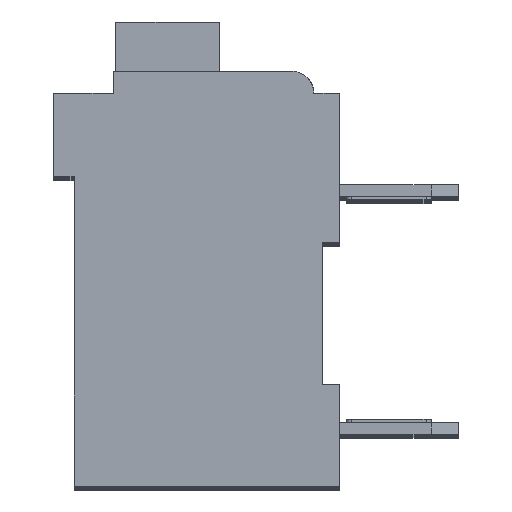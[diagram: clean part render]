
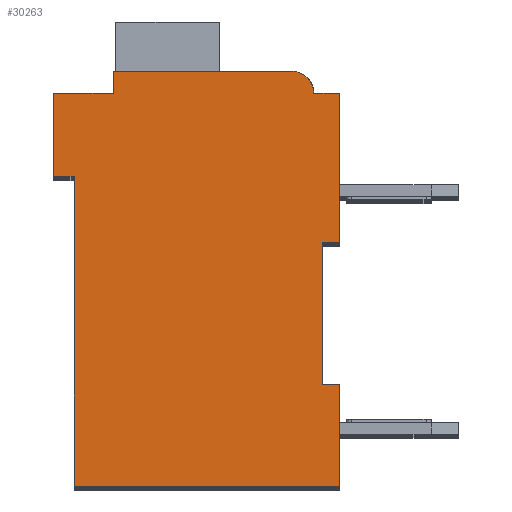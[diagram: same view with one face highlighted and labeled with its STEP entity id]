
A CAD part, top view. The second image highlights one B-rep face of the part: STEP entity #30263.
In plain terms, the highlighted planar face has unit normal (0, 0, 1).
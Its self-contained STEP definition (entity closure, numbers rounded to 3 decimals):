
#9166=DIRECTION('',(1.,0.,0.));
#9167=VECTOR('',#9166,0.5);
#9168=CARTESIAN_POINT('',(7.3,7.15,2.1));
#9169=LINE('',#9168,#9167);
#9170=DIRECTION('',(0.,1.,0.));
#9171=VECTOR('',#9170,4.15);
#9172=CARTESIAN_POINT('',(7.3,3.,2.1));
#9173=LINE('',#9172,#9171);
#9174=DIRECTION('',(-1.,0.,0.));
#9175=VECTOR('',#9174,0.5);
#9176=CARTESIAN_POINT('',(7.8,3.,2.1));
#9177=LINE('',#9176,#9175);
#9178=DIRECTION('',(0.,1.,0.));
#9179=VECTOR('',#9178,3.);
#9180=CARTESIAN_POINT('',(7.8,0.,2.1));
#9181=LINE('',#9180,#9179);
#9182=DIRECTION('',(1.,0.,0.));
#9183=VECTOR('',#9182,7.8);
#9184=CARTESIAN_POINT('',(0.,0.,2.1));
#9185=LINE('',#9184,#9183);
#9186=DIRECTION('',(0.,-1.,0.));
#9187=VECTOR('',#9186,9.1);
#9188=CARTESIAN_POINT('',(0.,9.1,2.1));
#9189=LINE('',#9188,#9187);
#9190=DIRECTION('',(1.,0.,0.));
#9191=VECTOR('',#9190,0.6);
#9192=CARTESIAN_POINT('',(-0.6,9.1,2.1));
#9193=LINE('',#9192,#9191);
#9194=DIRECTION('',(0.,-1.,0.));
#9195=VECTOR('',#9194,2.45);
#9196=CARTESIAN_POINT('',(-0.6,11.55,2.1));
#9197=LINE('',#9196,#9195);
#9198=DIRECTION('',(-1.,0.,0.));
#9199=VECTOR('',#9198,1.75);
#9200=CARTESIAN_POINT('',(1.15,11.55,2.1));
#9201=LINE('',#9200,#9199);
#9202=DIRECTION('',(0.,-1.,0.));
#9203=VECTOR('',#9202,0.65);
#9204=CARTESIAN_POINT('',(1.15,12.2,2.1));
#9205=LINE('',#9204,#9203);
#9206=DIRECTION('',(-1.,0.,0.));
#9207=VECTOR('',#9206,5.25);
#9208=CARTESIAN_POINT('',(6.4,12.2,2.1));
#9209=LINE('',#9208,#9207);
#9210=CARTESIAN_POINT('',(6.4,11.55,2.1));
#9211=DIRECTION('',(0.,0.,1.));
#9212=DIRECTION('',(1.,0.,0.));
#9213=AXIS2_PLACEMENT_3D('',#9210,#9211,#9212);
#9215=DIRECTION('',(-1.,0.,0.));
#9216=VECTOR('',#9215,0.75);
#9217=CARTESIAN_POINT('',(7.8,11.55,2.1));
#9218=LINE('',#9217,#9216);
#9219=DIRECTION('',(0.,1.,0.));
#9220=VECTOR('',#9219,4.4);
#9221=CARTESIAN_POINT('',(7.8,7.15,2.1));
#9222=LINE('',#9221,#9220);
#14927=CARTESIAN_POINT('',(7.3,7.15,2.1));
#14928=CARTESIAN_POINT('',(7.8,7.15,2.1));
#14929=VERTEX_POINT('',#14927);
#14930=VERTEX_POINT('',#14928);
#14931=CARTESIAN_POINT('',(7.8,11.55,2.1));
#14932=VERTEX_POINT('',#14931);
#14933=CARTESIAN_POINT('',(7.05,11.55,2.1));
#14934=VERTEX_POINT('',#14933);
#14935=CARTESIAN_POINT('',(6.4,12.2,2.1));
#14936=VERTEX_POINT('',#14935);
#14937=CARTESIAN_POINT('',(1.15,12.2,2.1));
#14938=VERTEX_POINT('',#14937);
#14939=CARTESIAN_POINT('',(1.15,11.55,2.1));
#14940=VERTEX_POINT('',#14939);
#14941=CARTESIAN_POINT('',(-0.6,11.55,2.1));
#14942=VERTEX_POINT('',#14941);
#14943=CARTESIAN_POINT('',(-0.6,9.1,2.1));
#14944=VERTEX_POINT('',#14943);
#14945=CARTESIAN_POINT('',(0.,9.1,2.1));
#14946=VERTEX_POINT('',#14945);
#14947=CARTESIAN_POINT('',(0.,0.,2.1));
#14948=VERTEX_POINT('',#14947);
#14949=CARTESIAN_POINT('',(7.8,0.,2.1));
#14950=VERTEX_POINT('',#14949);
#14951=CARTESIAN_POINT('',(7.8,3.,2.1));
#14952=VERTEX_POINT('',#14951);
#14953=CARTESIAN_POINT('',(7.3,3.,2.1));
#14954=VERTEX_POINT('',#14953);
#30242=CARTESIAN_POINT('',(0.,0.,2.1));
#30243=DIRECTION('',(0.,0.,1.));
#30244=DIRECTION('',(1.,0.,0.));
#30245=AXIS2_PLACEMENT_3D('',#30242,#30243,#30244);
#30246=PLANE('',#30245);
#30247=ORIENTED_EDGE('',*,*,#19656,.F.);
#30248=ORIENTED_EDGE('',*,*,#20366,.F.);
#30249=ORIENTED_EDGE('',*,*,#25882,.F.);
#30250=ORIENTED_EDGE('',*,*,#26267,.F.);
#30251=ORIENTED_EDGE('',*,*,#26716,.F.);
#30252=ORIENTED_EDGE('',*,*,#27313,.F.);
#30253=ORIENTED_EDGE('',*,*,#27564,.F.);
#30254=ORIENTED_EDGE('',*,*,#27798,.F.);
#30255=ORIENTED_EDGE('',*,*,#28151,.F.);
#30256=ORIENTED_EDGE('',*,*,#28832,.F.);
#30257=ORIENTED_EDGE('',*,*,#29366,.F.);
#30258=ORIENTED_EDGE('',*,*,#28202,.F.);
#30259=ORIENTED_EDGE('',*,*,#28643,.F.);
#30260=ORIENTED_EDGE('',*,*,#20261,.F.);
#30261=EDGE_LOOP('',(#30247,#30248,#30249,#30250,#30251,#30252,#30253,#30254,
#30255,#30256,#30257,#30258,#30259,#30260));
#30262=FACE_OUTER_BOUND('',#30261,.F.);
#9214=CIRCLE('',#9213,0.65);
#19656=EDGE_CURVE('',#14929,#14930,#9169,.T.);
#20261=EDGE_CURVE('',#14930,#14932,#9222,.T.);
#20366=EDGE_CURVE('',#14954,#14929,#9173,.T.);
#25882=EDGE_CURVE('',#14952,#14954,#9177,.T.);
#26267=EDGE_CURVE('',#14950,#14952,#9181,.T.);
#26716=EDGE_CURVE('',#14948,#14950,#9185,.T.);
#27313=EDGE_CURVE('',#14946,#14948,#9189,.T.);
#27564=EDGE_CURVE('',#14944,#14946,#9193,.T.);
#27798=EDGE_CURVE('',#14942,#14944,#9197,.T.);
#28151=EDGE_CURVE('',#14940,#14942,#9201,.T.);
#28202=EDGE_CURVE('',#14934,#14936,#9214,.T.);
#28643=EDGE_CURVE('',#14932,#14934,#9218,.T.);
#28832=EDGE_CURVE('',#14938,#14940,#9205,.T.);
#29366=EDGE_CURVE('',#14936,#14938,#9209,.T.);
#30263=ADVANCED_FACE('',(#30262),#30246,.T.);
